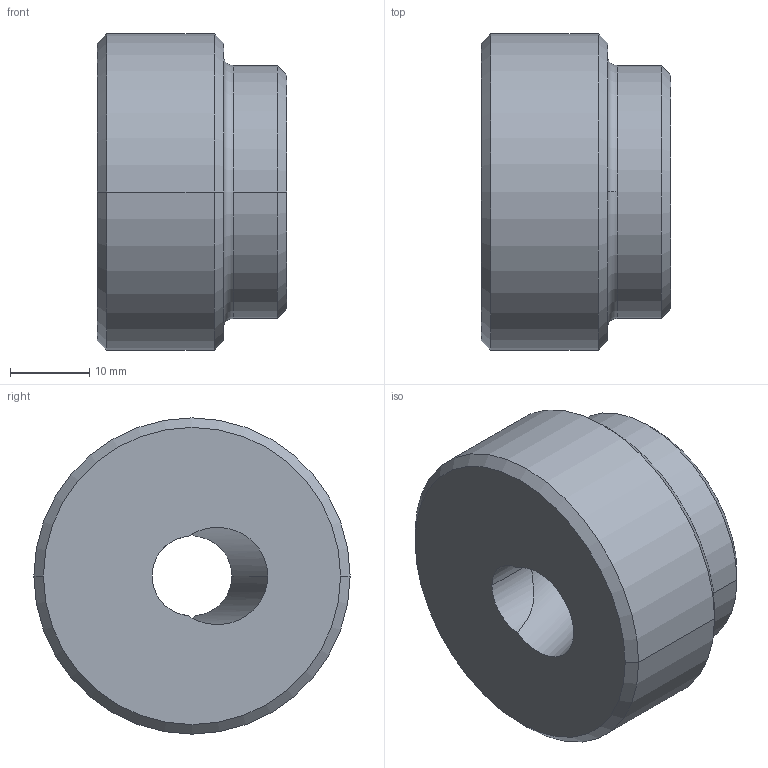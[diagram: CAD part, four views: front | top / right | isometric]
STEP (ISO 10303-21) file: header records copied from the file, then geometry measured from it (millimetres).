
FILE_DESCRIPTION( ( '' ), '1' );
FILE_NAME( 'K0139.12.stp', '2012-10-31T12:24:52', ( '' ), ( '' ), ' ', ' ', ' ' );
FILE_SCHEMA( ( 'CONFIG_CONTROL_DESIGN' ) );
Length unit declared in the file: millimetre
Products named in the file (1): 1
Bounding box: 24 x 40 x 40 mm (x, y, z)
Volume: 23265.8 mm3; surface area: 5720.8 mm2
Topology: 1 solids, 1 shells, 21 faces, 47 edges, 29 vertices
Faces by surface type: cylinder 10, cone 6, plane 3, torus 2
Entity records: 798 total; most frequent: CARTESIAN_POINT 262, DIRECTION 116, ORIENTED_EDGE 94, AXIS2_PLACEMENT_3D 51, EDGE_CURVE 47, VERTEX_POINT 29, CIRCLE 25, EDGE_LOOP 24
